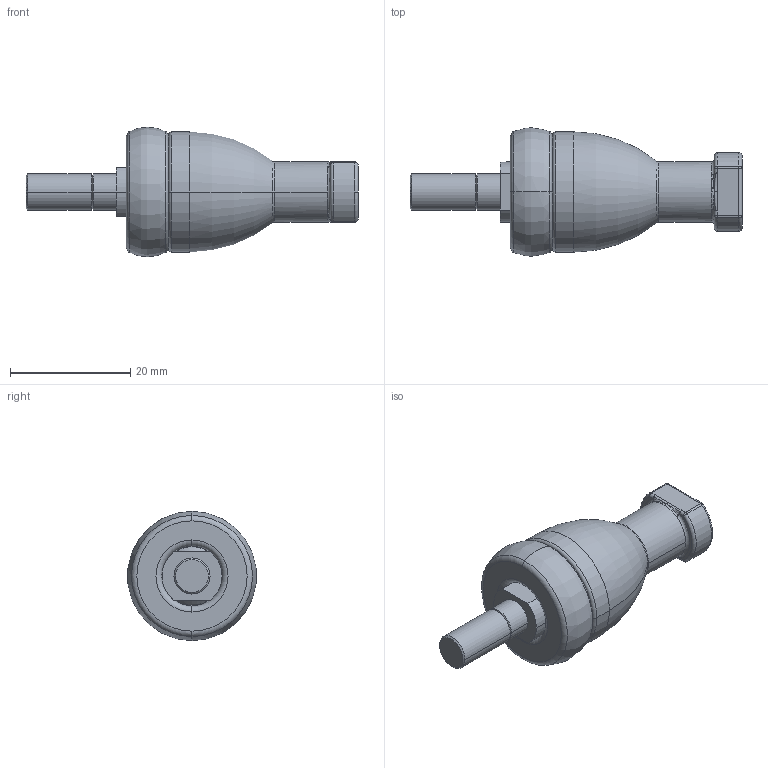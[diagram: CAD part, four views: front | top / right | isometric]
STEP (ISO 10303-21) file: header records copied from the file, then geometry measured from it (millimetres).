
FILE_DESCRIPTION (( 'STEP AP214' ), '1' );
FILE_NAME ('WDS551-766.step', '2020-06-29T20:30:58', ( '' ), ( '' ), 'SwSTEP 2.0', 'SolidWorks 2020', '' );
FILE_SCHEMA (( 'AUTOMOTIVE_DESIGN' ));
Length unit declared in the file: millimetre
Products named in the file (4): WDS551-766-P2_551-7606; WDS551-766; WDS551-766-P3_551-7606; WDS551-766-P1_551-7606 (Marketing)
Assembly tree (3 placements, depth 2):
  WDS551-766
    WDS551-766-P1_551-7606 (Marketing)
    WDS551-766-P2_551-7606
    WDS551-766-P3_551-7606
Bounding box: 55.2 x 21.34 x 21.5 mm (x, y, z)
Volume: 7946.3 mm3; surface area: 4732.1 mm2
Topology: 3 solids, 3 shells, 139 faces, 340 edges, 204 vertices
Faces by surface type: cylinder 58, torus 25, bspline 18, plane 14, cone 12, sphere 12
Entity records: 8862 total; most frequent: CARTESIAN_POINT 5300, ORIENTED_EDGE 656, DIRECTION 587, EDGE_CURVE 328, AXIS2_PLACEMENT_3D 253, VERTEX_POINT 198, EDGE_LOOP 144, ADVANCED_FACE 139
